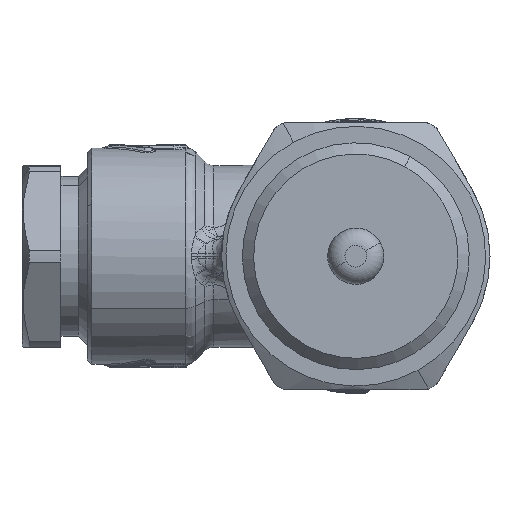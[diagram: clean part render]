
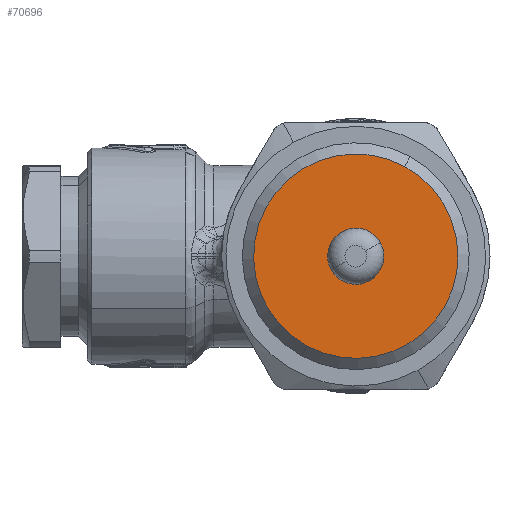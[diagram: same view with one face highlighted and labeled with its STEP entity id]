
A CAD part, left-side view. The second image highlights one B-rep face of the part: STEP entity #70696.
In plain terms, the highlighted planar face has unit normal (-1, 0, 0).
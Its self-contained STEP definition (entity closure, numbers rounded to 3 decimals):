
#70642=CARTESIAN_POINT('Vertex',(-42.5,5.657,-10.355)) ;
#70649=CARTESIAN_POINT('Vertex',(-42.5,-5.657,10.355)) ;
#70652=CARTESIAN_POINT('Axis2P3D Location',(-42.5,0.,0.)) ;
#70664=CARTESIAN_POINT('Axis2P3D Location',(-42.5,0.,-10.5)) ;
#70669=CARTESIAN_POINT('Axis2P3D Location',(-42.5,0.,0.)) ;
#70678=CARTESIAN_POINT('Axis2P3D Location',(-42.5,0.,0.)) ;
#70682=CARTESIAN_POINT('Vertex',(-42.5,2.852,-1.558)) ;
#70684=CARTESIAN_POINT('Vertex',(-42.5,-2.852,1.558)) ;
#70687=CARTESIAN_POINT('Axis2P3D Location',(-42.5,0.,0.)) ;
#70653=DIRECTION('Axis2P3D Direction',(1.,0.,0.)) ;
#70665=DIRECTION('Axis2P3D Direction',(1.,0.,0.)) ;
#70666=DIRECTION('Axis2P3D XDirection',(0.,-1.,0.)) ;
#70670=DIRECTION('Axis2P3D Direction',(1.,0.,0.)) ;
#70679=DIRECTION('Axis2P3D Direction',(1.,0.,0.)) ;
#70688=DIRECTION('Axis2P3D Direction',(1.,0.,0.)) ;
#70654=AXIS2_PLACEMENT_3D('Circle Axis2P3D',#70652,#70653,$) ;
#70667=AXIS2_PLACEMENT_3D('Plane Axis2P3D',#70664,#70665,#70666) ;
#70671=AXIS2_PLACEMENT_3D('Circle Axis2P3D',#70669,#70670,$) ;
#70680=AXIS2_PLACEMENT_3D('Circle Axis2P3D',#70678,#70679,$) ;
#70689=AXIS2_PLACEMENT_3D('Circle Axis2P3D',#70687,#70688,$) ;
#70655=CIRCLE('generated circle',#70654,11.8) ;
#70672=CIRCLE('generated circle',#70671,11.8) ;
#70681=CIRCLE('generated circle',#70680,3.25) ;
#70690=CIRCLE('generated circle',#70689,3.25) ;
#70668=PLANE('',#70667) ;
#70695=FACE_BOUND('',#70692,.T.) ;
#70656=EDGE_CURVE('',#70650,#70643,#70655,.T.) ;
#70673=EDGE_CURVE('',#70643,#70650,#70672,.T.) ;
#70686=EDGE_CURVE('',#70683,#70685,#70681,.T.) ;
#70691=EDGE_CURVE('',#70685,#70683,#70690,.T.) ;
#70675=ORIENTED_EDGE('',*,*,#70673,.F.) ;
#70676=ORIENTED_EDGE('',*,*,#70656,.F.) ;
#70693=ORIENTED_EDGE('',*,*,#70686,.T.) ;
#70694=ORIENTED_EDGE('',*,*,#70691,.T.) ;
#70674=EDGE_LOOP('',(#70675,#70676)) ;
#70692=EDGE_LOOP('',(#70693,#70694)) ;
#70643=VERTEX_POINT('',#70642) ;
#70650=VERTEX_POINT('',#70649) ;
#70683=VERTEX_POINT('',#70682) ;
#70685=VERTEX_POINT('',#70684) ;
#70696=ADVANCED_FACE('PartBody',(#70677,#70695),#70668,.F.) ;
#70677=FACE_OUTER_BOUND('',#70674,.T.) ;
